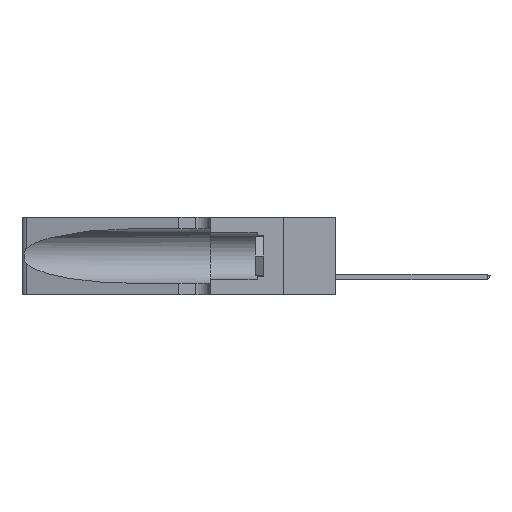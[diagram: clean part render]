
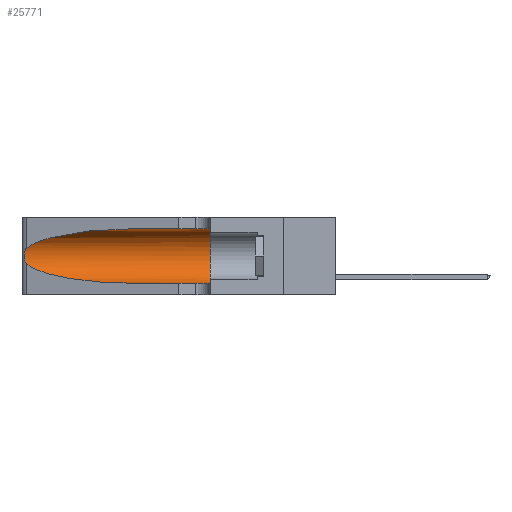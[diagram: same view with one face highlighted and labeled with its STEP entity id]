
A CAD part, left-side view. The second image highlights one B-rep face of the part: STEP entity #25771.
In plain terms, the highlighted cylindrical face has radius 3.308 mm (diameter 6.617 mm), a partial arc.
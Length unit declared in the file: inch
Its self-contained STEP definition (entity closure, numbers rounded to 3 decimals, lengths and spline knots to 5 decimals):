
#53 = CARTESIAN_POINT ( 'NONE',  ( 0.2373, 1.15595, 0.08982 ) ) ;
#62 = DIRECTION ( 'NONE',  ( 0., -1., 0. ) ) ;
#303 = CARTESIAN_POINT ( 'NONE',  ( 0.1305, 1.61858, 0.05475 ) ) ;
#1017 = CARTESIAN_POINT ( 'NONE',  ( 0.25639, 1.23186, 0.15144 ) ) ;
#1110 = CARTESIAN_POINT ( 'NONE',  ( 0.25487, 1.22718, 0.22369 ) ) ;
#1755 = EDGE_CURVE ( 'NONE', #18347, #10651, #12421, .T. ) ;
#1871 = CARTESIAN_POINT ( 'NONE',  ( 0.18966, 0.96281, 0.05475 ) ) ;
#1999 =( BOUNDED_CURVE ( )  B_SPLINE_CURVE ( 3, ( #19576, #23779, #2040, #17838 ),
 .UNSPECIFIED., .F., .T. ) 
 B_SPLINE_CURVE_WITH_KNOTS ( ( 4, 4 ),
 ( 1.5708, 2.84003 ),
 .UNSPECIFIED. ) 
 CURVE ( )  GEOMETRIC_REPRESENTATION_ITEM ( )  RATIONAL_B_SPLINE_CURVE ( ( 1., 0.87, 0.87, 1. ) ) 
 REPRESENTATION_ITEM ( '' )  );
#2040 = CARTESIAN_POINT ( 'NONE',  ( 0.2373, 1.15595, 0.28018 ) ) ;
#2739 = CARTESIAN_POINT ( 'NONE',  ( 0.25487, 1.22718, 0.14631 ) ) ;
#2896 = CARTESIAN_POINT ( 'NONE',  ( 0.1305, 1.61858, 0.185 ) ) ;
#3747 = AXIS2_PLACEMENT_3D ( 'NONE', #21482, #19548, #5337 ) ;
#4210 = AXIS2_PLACEMENT_3D ( 'NONE', #2896, #22791, #10840 ) ;
#4515 = EDGE_CURVE ( 'NONE', #10651, #23381, #24395, .T. ) ;
#4779 = CARTESIAN_POINT ( 'NONE',  ( 0.26075, 1.23896, 0.178 ) ) ;
#5094 = VERTEX_POINT ( 'NONE', #16259 ) ;
#5337 = DIRECTION ( 'NONE',  ( 0., 0., 1. ) ) ;
#6215 = CARTESIAN_POINT ( 'NONE',  ( 0.25487, 1.22718, 0.14631 ) ) ;
#7293 = CYLINDRICAL_SURFACE ( 'NONE', #4210, 0.13025 ) ;
#7933 = ORIENTED_EDGE ( 'NONE', *, *, #4515, .T. ) ;
#8210 = DIRECTION ( 'NONE',  ( 0., -1., 0. ) ) ;
#8848 = CARTESIAN_POINT ( 'NONE',  ( 0.25639, 1.23184, 0.21858 ) ) ;
#9055 = EDGE_CURVE ( 'NONE', #11736, #23381, #9700, .T. ) ;
#9081 = ORIENTED_EDGE ( 'NONE', *, *, #1755, .T. ) ;
#9700 = CIRCLE ( 'NONE', #3747, 0.13025 ) ;
#10313 = EDGE_CURVE ( 'NONE', #18537, #5094, #1999, .T. ) ;
#10609 = CARTESIAN_POINT ( 'NONE',  ( 0.25555, 1.22994, 0.2215 ) ) ;
#10651 = VERTEX_POINT ( 'NONE', #24609 ) ;
#10670 = ORIENTED_EDGE ( 'NONE', *, *, #9055, .F. ) ;
#10840 = DIRECTION ( 'NONE',  ( 0., 0., -1. ) ) ;
#10859 = CARTESIAN_POINT ( 'NONE',  ( 0.25854, 1.2359, 0.20912 ) ) ;
#11736 = VERTEX_POINT ( 'NONE', #19083 ) ;
#12158 = ORIENTED_EDGE ( 'NONE', *, *, #22415, .F. ) ;
#12182 = CARTESIAN_POINT ( 'NONE',  ( 0.1305, 0.35, 0.05475 ) ) ;
#12421 =( BOUNDED_CURVE ( )  B_SPLINE_CURVE ( 3, ( #13720, #53, #1871, #15734 ),
 .UNSPECIFIED., .F., .F. ) 
 B_SPLINE_CURVE_WITH_KNOTS ( ( 4, 4 ),
 ( 3.44316, 4.71239 ),
 .UNSPECIFIED. ) 
 CURVE ( )  GEOMETRIC_REPRESENTATION_ITEM ( )  RATIONAL_B_SPLINE_CURVE ( ( 1., 0.87, 0.87, 1. ) ) 
 REPRESENTATION_ITEM ( '' )  );
#12667 = CARTESIAN_POINT ( 'NONE',  ( 0.26018, 1.23835, 0.19895 ) ) ;
#12861 = CARTESIAN_POINT ( 'NONE',  ( 0.25856, 1.23593, 0.16098 ) ) ;
#13719 = VECTOR ( 'NONE', #8210, 39.37008 ) ;
#13720 = CARTESIAN_POINT ( 'NONE',  ( 0.25487, 1.22718, 0.14631 ) ) ;
#14330 = LINE ( 'NONE', #18053, #13719 ) ;
#14607 = CARTESIAN_POINT ( 'NONE',  ( 0.26017, 1.23833, 0.17102 ) ) ;
#14876 = CARTESIAN_POINT ( 'NONE',  ( 0.25555, 1.22993, 0.14849 ) ) ;
#15180 = B_SPLINE_CURVE_WITH_KNOTS ( 'NONE', 3,
 ( #1110, #10609, #8848, #24570, #10859, #12667, #20638, #4779, #14607, #12861, #24742, #1017, #14876, #2739 ),
 .UNSPECIFIED., .F., .F.,
 ( 4, 2, 2, 2, 2, 2, 4 ),
 ( 0., 0.00027, 0.00053, 0.00107, 0.0016, 0.00187, 0.00214 ),
 .UNSPECIFIED. ) ;
#15734 = CARTESIAN_POINT ( 'NONE',  ( 0.1305, 0.72297, 0.05475 ) ) ;
#16208 = ORIENTED_EDGE ( 'NONE', *, *, #10313, .T. ) ;
#16259 = CARTESIAN_POINT ( 'NONE',  ( 0.25487, 1.22718, 0.22369 ) ) ;
#17838 = CARTESIAN_POINT ( 'NONE',  ( 0.25487, 1.22718, 0.22369 ) ) ;
#18053 = CARTESIAN_POINT ( 'NONE',  ( 0.1305, 1.61858, 0.31525 ) ) ;
#18347 = VERTEX_POINT ( 'NONE', #6215 ) ;
#18537 = VERTEX_POINT ( 'NONE', #22431 ) ;
#18552 = EDGE_LOOP ( 'NONE', ( #16208, #24705, #9081, #7933, #10670, #12158 ) ) ;
#19071 = VECTOR ( 'NONE', #62, 39.37008 ) ;
#19083 = CARTESIAN_POINT ( 'NONE',  ( 0.1305, 0.35, 0.31525 ) ) ;
#19548 = DIRECTION ( 'NONE',  ( 0., 1., 0. ) ) ;
#19576 = CARTESIAN_POINT ( 'NONE',  ( 0.1305, 0.72297, 0.31525 ) ) ;
#20521 = EDGE_CURVE ( 'NONE', #5094, #18347, #15180, .T. ) ;
#20638 = CARTESIAN_POINT ( 'NONE',  ( 0.26075, 1.23896, 0.19203 ) ) ;
#21482 = CARTESIAN_POINT ( 'NONE',  ( 0.1305, 0.35, 0.185 ) ) ;
#22415 = EDGE_CURVE ( 'NONE', #18537, #11736, #14330, .T. ) ;
#22431 = CARTESIAN_POINT ( 'NONE',  ( 0.1305, 0.72297, 0.31525 ) ) ;
#22791 = DIRECTION ( 'NONE',  ( 0., -1., 0. ) ) ;
#23381 = VERTEX_POINT ( 'NONE', #12182 ) ;
#23779 = CARTESIAN_POINT ( 'NONE',  ( 0.18966, 0.96281, 0.31525 ) ) ;
#24395 = LINE ( 'NONE', #303, #19071 ) ;
#24570 = CARTESIAN_POINT ( 'NONE',  ( 0.25787, 1.23484, 0.2124 ) ) ;
#24609 = CARTESIAN_POINT ( 'NONE',  ( 0.1305, 0.72297, 0.05475 ) ) ;
#24705 = ORIENTED_EDGE ( 'NONE', *, *, #20521, .T. ) ;
#24742 = CARTESIAN_POINT ( 'NONE',  ( 0.25789, 1.23486, 0.15765 ) ) ;
#25426 = FACE_OUTER_BOUND ( 'NONE', #18552, .T. ) ;
#25771 = ADVANCED_FACE ( 'NONE', ( #25426 ), #7293, .F. ) ;
